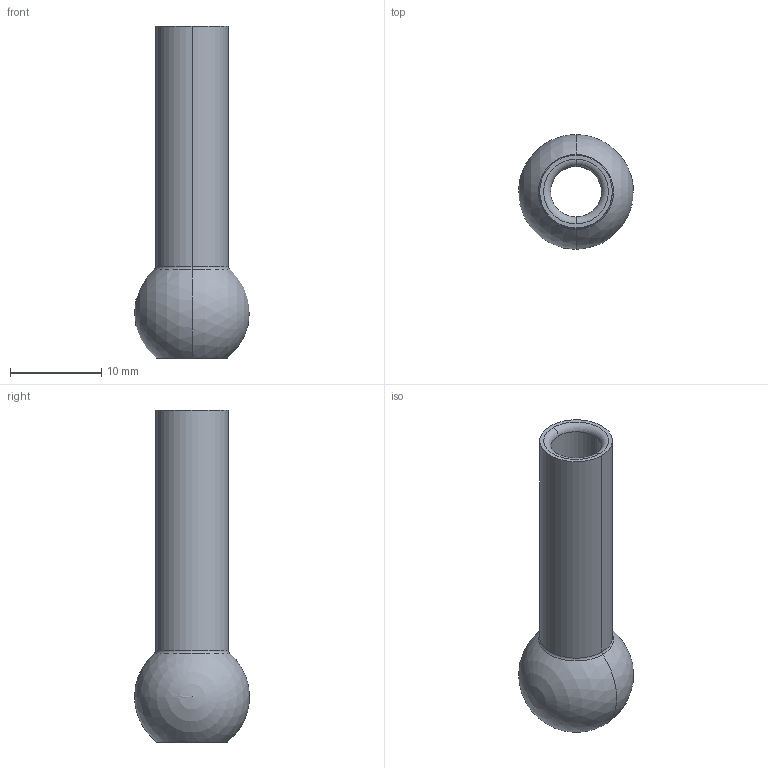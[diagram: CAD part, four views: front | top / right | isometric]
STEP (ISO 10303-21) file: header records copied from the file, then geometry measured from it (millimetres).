
FILE_DESCRIPTION (( 'STEP AP203' ), '1' );
FILE_NAME ('06-0187.STEP', '2023-11-09T18:24:38', ( '' ), ( '' ), 'SwSTEP 2.0', 'SolidWorks 2022', '' );
FILE_SCHEMA (( 'CONFIG_CONTROL_DESIGN' ));
Length unit declared in the file: inch
Products named in the file (1): 06-0187
Bounding box: 12.57 x 12.56 x 36.32 mm (x, y, z)
Volume: 1330 mm3; surface area: 1731.6 mm2
Topology: 1 solids, 1 shells, 14 faces, 35 edges, 21 vertices
Faces by surface type: torus 4, cylinder 4, cone 2, sphere 2, plane 2
Entity records: 473 total; most frequent: DIRECTION 84, CARTESIAN_POINT 63, ORIENTED_EDGE 60, AXIS2_PLACEMENT_3D 39, EDGE_CURVE 30, CIRCLE 24, VERTEX_POINT 18, EDGE_LOOP 16
